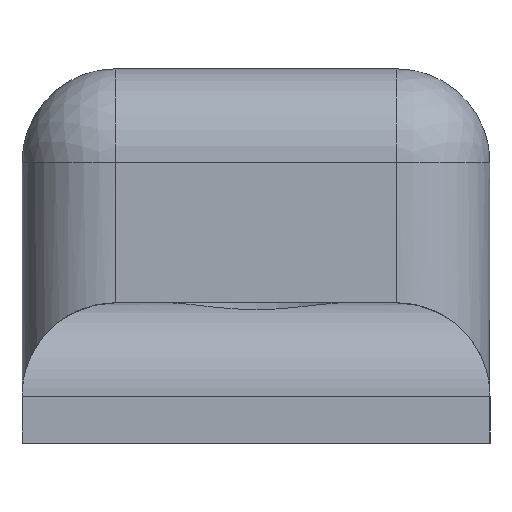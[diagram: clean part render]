
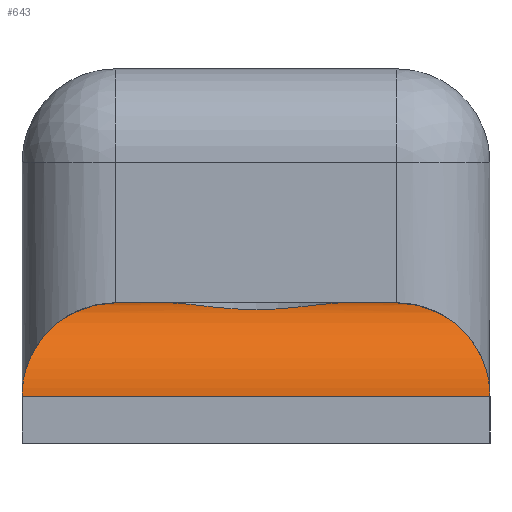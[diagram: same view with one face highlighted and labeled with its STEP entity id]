
A CAD part, left-side view. The second image highlights one B-rep face of the part: STEP entity #643.
In plain terms, the highlighted cylindrical face has radius 2 mm (diameter 4 mm), a partial arc.
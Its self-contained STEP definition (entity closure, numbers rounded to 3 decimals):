
#20=ELLIPSE('',#706,2.828,2.);
#21=ELLIPSE('',#710,2.828,2.);
#57=FACE_OUTER_BOUND('',#99,.T.);
#99=EDGE_LOOP('',(#470,#471,#472,#473,#474,#475,#476));
#138=LINE('',#1024,#196);
#142=LINE('',#1031,#200);
#148=LINE('',#1055,#206);
#196=VECTOR('',#795,10.);
#200=VECTOR('',#799,10.);
#206=VECTOR('',#827,10.);
#273=B_SPLINE_CURVE_WITH_KNOTS('',3,(#992,#993,#994,#995,#996,#997),
 .UNSPECIFIED.,.F.,.F.,(4,2,4),(0.321,0.418,0.522),
 .UNSPECIFIED.);
#274=B_SPLINE_CURVE_WITH_KNOTS('',3,(#1000,#1001,#1002,#1003,#1004,#1005),
 .UNSPECIFIED.,.F.,.F.,(4,2,4),(0.522,0.627,0.723),
 .UNSPECIFIED.);
#280=VERTEX_POINT('',#990);
#281=VERTEX_POINT('',#991);
#282=VERTEX_POINT('',#998);
#289=VERTEX_POINT('',#1023);
#292=VERTEX_POINT('',#1029);
#295=VERTEX_POINT('',#1041);
#299=VERTEX_POINT('',#1053);
#337=EDGE_CURVE('',#280,#281,#273,.T.);
#339=EDGE_CURVE('',#281,#282,#274,.T.);
#348=EDGE_CURVE('',#289,#280,#138,.T.);
#352=EDGE_CURVE('',#282,#292,#142,.T.);
#359=EDGE_CURVE('',#289,#295,#20,.T.);
#363=EDGE_CURVE('',#292,#299,#21,.T.);
#364=EDGE_CURVE('',#299,#295,#148,.T.);
#470=ORIENTED_EDGE('',*,*,#337,.T.);
#471=ORIENTED_EDGE('',*,*,#339,.T.);
#472=ORIENTED_EDGE('',*,*,#352,.T.);
#473=ORIENTED_EDGE('',*,*,#363,.T.);
#474=ORIENTED_EDGE('',*,*,#364,.T.);
#475=ORIENTED_EDGE('',*,*,#359,.F.);
#476=ORIENTED_EDGE('',*,*,#348,.T.);
#619=CYLINDRICAL_SURFACE('',#709,2.);
#643=ADVANCED_FACE('',(#57),#619,.T.);
#706=AXIS2_PLACEMENT_3D('',#1045,#815,#816);
#709=AXIS2_PLACEMENT_3D('',#1052,#823,#824);
#710=AXIS2_PLACEMENT_3D('',#1054,#825,#826);
#795=DIRECTION('',(0.,1.,0.));
#799=DIRECTION('',(0.,1.,0.));
#815=DIRECTION('center_axis',(0.707,-0.707,0.));
#816=DIRECTION('ref_axis',(-0.707,-0.707,0.));
#823=DIRECTION('center_axis',(0.,-1.,0.));
#824=DIRECTION('ref_axis',(-0.707,0.,0.707));
#825=DIRECTION('center_axis',(-0.707,-0.707,0.));
#826=DIRECTION('ref_axis',(-0.707,0.707,0.));
#827=DIRECTION('',(0.,-1.,0.));
#990=CARTESIAN_POINT('',(-13.,-1.887,3.));
#991=CARTESIAN_POINT('',(-13.75,0.,2.854));
#992=CARTESIAN_POINT('Ctrl Pts',(-13.,-1.887,3.));
#993=CARTESIAN_POINT('Ctrl Pts',(-13.222,-1.652,3.));
#994=CARTESIAN_POINT('Ctrl Pts',(-13.411,-1.365,2.962));
#995=CARTESIAN_POINT('Ctrl Pts',(-13.68,-0.715,2.886));
#996=CARTESIAN_POINT('Ctrl Pts',(-13.75,-0.348,2.854));
#997=CARTESIAN_POINT('Ctrl Pts',(-13.75,0.,
2.854));
#998=CARTESIAN_POINT('',(-13.,1.887,3.));
#1000=CARTESIAN_POINT('Ctrl Pts',(-13.75,0.,
2.854));
#1001=CARTESIAN_POINT('Ctrl Pts',(-13.75,0.348,2.854));
#1002=CARTESIAN_POINT('Ctrl Pts',(-13.68,0.715,2.886));
#1003=CARTESIAN_POINT('Ctrl Pts',(-13.411,1.365,2.962));
#1004=CARTESIAN_POINT('Ctrl Pts',(-13.222,1.652,3.));
#1005=CARTESIAN_POINT('Ctrl Pts',(-13.,1.887,3.));
#1023=CARTESIAN_POINT('',(-13.,-3.,3.));
#1024=CARTESIAN_POINT('',(-13.,2.5,3.));
#1029=CARTESIAN_POINT('',(-13.,3.,3.));
#1031=CARTESIAN_POINT('',(-13.,2.5,3.));
#1041=CARTESIAN_POINT('',(-15.,-5.,1.));
#1045=CARTESIAN_POINT('Origin',(-13.,-3.,1.));
#1052=CARTESIAN_POINT('Origin',(-13.,2.5,1.));
#1053=CARTESIAN_POINT('',(-15.,5.,1.));
#1054=CARTESIAN_POINT('Origin',(-13.,3.,1.));
#1055=CARTESIAN_POINT('',(-15.,2.5,1.));
